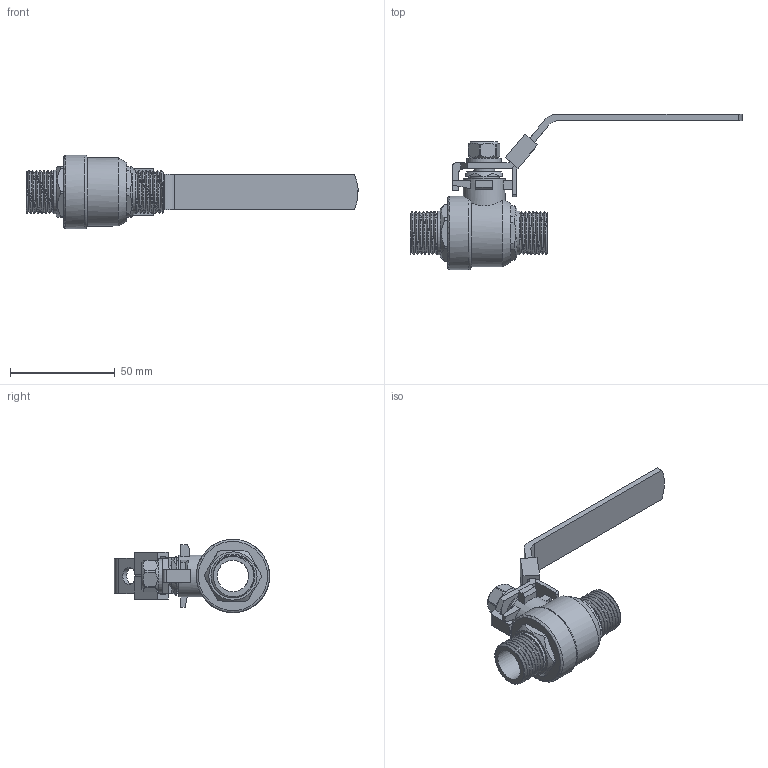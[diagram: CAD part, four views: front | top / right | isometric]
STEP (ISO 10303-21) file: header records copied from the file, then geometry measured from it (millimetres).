
FILE_DESCRIPTION(/* description */ ('Unknown'),/* implementation_level */ '2;1');
FILE_NAME(/* name */ 'R-621-2U-DN15md1',/* time_stamp */ '2020-12-14T16:22:47+08:00',/* author */ ('Unknown'),/* organization */ ('Unknown'),/* preprocessor_version */ 'ST-DEVELOPER v16.7',/* originating_system */ 'DEX',/* authorisation */ $);
FILE_SCHEMA (('AUTOMOTIVE_DESIGN {1 0 10303 214 3 1 1}'));
Length unit declared in the file: millimetre
Products named in the file (1): R-621-2U-DN15md1
Bounding box: 158.23 x 74 x 34.98 mm (x, y, z)
Volume: 41545.7 mm3; surface area: 21428.2 mm2
Topology: 1 solids, 2 shells, 272 faces, 877 edges, 595 vertices
Faces by surface type: plane 123, cylinder 76, bspline 61, cone 10, torus 2
Full cylindrical faces by diameter (mm): 8 x1, 10 x1, 10.5 x1, 14.4 x1, 15 x1, 16.668 x1, 16.727 x1, 17.289 x1, 20 x1, 20.9 x14, 35 x1
Entity records: 21295 total; most frequent: CARTESIAN_POINT 14804, ORIENTED_EDGE 1654, DIRECTION 967, EDGE_CURVE 827, VERTEX_POINT 579, AXIS2_PLACEMENT_3D 330, LINE 307, VECTOR 307
